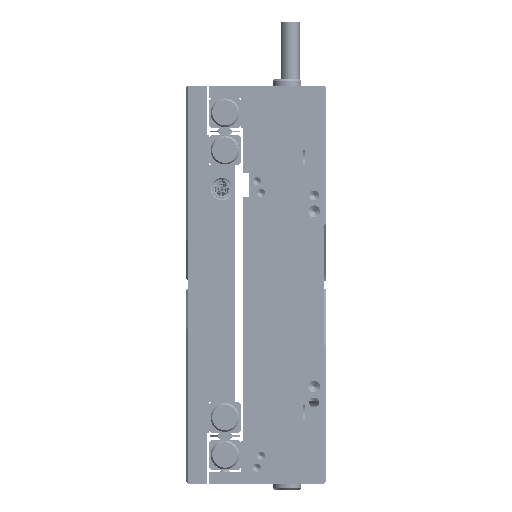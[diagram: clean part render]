
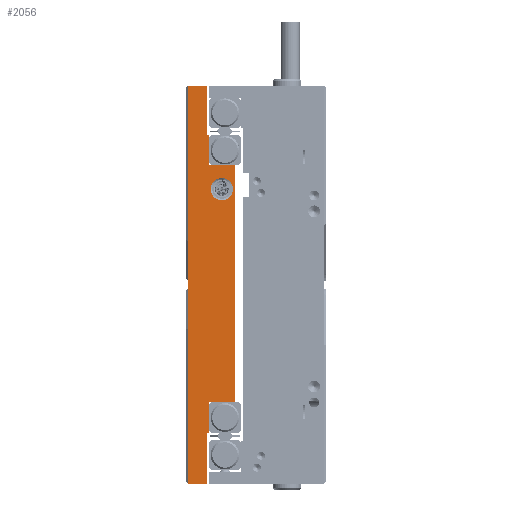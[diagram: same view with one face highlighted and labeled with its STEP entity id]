
A CAD part, left-side view. The second image highlights one B-rep face of the part: STEP entity #2056.
In plain terms, the highlighted face is planar.
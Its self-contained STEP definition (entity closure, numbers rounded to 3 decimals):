
#149 = ORIENTED_EDGE ( 'NONE', *, *, #3586, .T. ) ;
#267 = EDGE_CURVE ( 'NONE', #39532, #24083, #30164, .T. ) ;
#475 = ORIENTED_EDGE ( 'NONE', *, *, #37495, .T. ) ;
#772 = DIRECTION ( 'NONE',  ( 0., -1., 0. ) ) ;
#1005 = VERTEX_POINT ( 'NONE', #23629 ) ;
#1173 = CARTESIAN_POINT ( 'NONE',  ( 35.6, -4.45, 50. ) ) ;
#1341 = AXIS2_PLACEMENT_3D ( 'NONE', #39470, #10850, #23581 ) ;
#1543 = CARTESIAN_POINT ( 'NONE',  ( 40., -2.85, 50. ) ) ;
#1557 = VERTEX_POINT ( 'NONE', #6873 ) ;
#2017 = DIRECTION ( 'NONE',  ( -1., 0., 0. ) ) ;
#2056 = ADVANCED_FACE ( 'NONE', ( #6411, #19115 ), #31889, .F. ) ;
#2151 = VERTEX_POINT ( 'NONE', #35649 ) ;
#2893 = CARTESIAN_POINT ( 'NONE',  ( 40., -6.15, 50. ) ) ;
#3279 = VECTOR ( 'NONE', #39384, 1000. ) ;
#3284 = CARTESIAN_POINT ( 'NONE',  ( 0., 0., 50. ) ) ;
#3568 = CARTESIAN_POINT ( 'NONE',  ( 6.4, -2.55, 50. ) ) ;
#3586 = EDGE_CURVE ( 'NONE', #24083, #33718, #35501, .T. ) ;
#3596 = CARTESIAN_POINT ( 'NONE',  ( 0., -0.2, 50. ) ) ;
#3769 = ORIENTED_EDGE ( 'NONE', *, *, #267, .T. ) ;
#4147 = ORIENTED_EDGE ( 'NONE', *, *, #10556, .T. ) ;
#4150 = VERTEX_POINT ( 'NONE', #23202 ) ;
#4189 = LINE ( 'NONE', #16881, #39828 ) ;
#4216 = CIRCLE ( 'NONE', #9532, 1.4 ) ;
#4362 = EDGE_CURVE ( 'NONE', #4150, #11721, #33650, .T. ) ;
#5050 = CARTESIAN_POINT ( 'NONE',  ( 30.5, -0.2, 50. ) ) ;
#5146 = CARTESIAN_POINT ( 'NONE',  ( 0., -2.55, 50. ) ) ;
#5949 = VECTOR ( 'NONE', #16300, 1000. ) ;
#6007 = VERTEX_POINT ( 'NONE', #11971 ) ;
#6411 = FACE_BOUND ( 'NONE', #38702, .T. ) ;
#6456 = EDGE_CURVE ( 'NONE', #24521, #39532, #14032, .T. ) ;
#6504 = ORIENTED_EDGE ( 'NONE', *, *, #36049, .T. ) ;
#6873 = CARTESIAN_POINT ( 'NONE',  ( 0., -0.2, 50. ) ) ;
#6885 = CARTESIAN_POINT ( 'NONE',  ( 43.8, -2.85, 50. ) ) ;
#7488 = VECTOR ( 'NONE', #14271, 1000. ) ;
#7602 = VERTEX_POINT ( 'NONE', #17791 ) ;
#9349 = VECTOR ( 'NONE', #23102, 1000. ) ;
#9532 = AXIS2_PLACEMENT_3D ( 'NONE', #27156, #39890, #11275 ) ;
#9577 = VERTEX_POINT ( 'NONE', #5146 ) ;
#9587 = EDGE_CURVE ( 'NONE', #1005, #11721, #17842, .T. ) ;
#9766 = DIRECTION ( 'NONE',  ( 0., -1., 0. ) ) ;
#10307 = ORIENTED_EDGE ( 'NONE', *, *, #6456, .T. ) ;
#10351 = ORIENTED_EDGE ( 'NONE', *, *, #32812, .T. ) ;
#10384 = CARTESIAN_POINT ( 'NONE',  ( 43.8, -2.55, 50. ) ) ;
#10556 = EDGE_CURVE ( 'NONE', #1557, #9577, #25638, .T. ) ;
#10850 = DIRECTION ( 'NONE',  ( 0., 0., 1. ) ) ;
#11275 = DIRECTION ( 'NONE',  ( 1., 0., 0. ) ) ;
#11721 = VERTEX_POINT ( 'NONE', #15047 ) ;
#11971 = CARTESIAN_POINT ( 'NONE',  ( 10.2, -2.85, 50. ) ) ;
#12052 = EDGE_LOOP ( 'NONE', ( #10351, #32228, #39011, #6504, #4147, #28141, #32492, #26798, #34741, #10307, #3769, #149, #475, #39380 ) ) ;
#12802 = ORIENTED_EDGE ( 'NONE', *, *, #36974, .F. ) ;
#13602 = EDGE_CURVE ( 'NONE', #40293, #2151, #4189, .T. ) ;
#13874 = LINE ( 'NONE', #26643, #3279 ) ;
#14032 = LINE ( 'NONE', #26791, #24068 ) ;
#14107 = LINE ( 'NONE', #26859, #29862 ) ;
#14271 = DIRECTION ( 'NONE',  ( 0., 1., 0. ) ) ;
#14718 = EDGE_CURVE ( 'NONE', #9577, #40457, #13874, .T. ) ;
#15047 = CARTESIAN_POINT ( 'NONE',  ( 30.5, -0.2, 50. ) ) ;
#15672 = CARTESIAN_POINT ( 'NONE',  ( 43.8, -2.55, 50. ) ) ;
#15734 = LINE ( 'NONE', #28505, #18542 ) ;
#16000 = DIRECTION ( 'NONE',  ( 0., 0., -1. ) ) ;
#16300 = DIRECTION ( 'NONE',  ( -1., 0., 0. ) ) ;
#16608 = LINE ( 'NONE', #29397, #27368 ) ;
#16881 = CARTESIAN_POINT ( 'NONE',  ( 50., -2.55, 50. ) ) ;
#17328 = VECTOR ( 'NONE', #2017, 1000. ) ;
#17747 = DIRECTION ( 'NONE',  ( 1., 0., 0. ) ) ;
#17791 = CARTESIAN_POINT ( 'NONE',  ( 6.4, -2.85, 50. ) ) ;
#17842 = LINE ( 'NONE', #30628, #17328 ) ;
#18542 = VECTOR ( 'NONE', #41231, 1000. ) ;
#18760 = VERTEX_POINT ( 'NONE', #37060 ) ;
#19115 = FACE_OUTER_BOUND ( 'NONE', #12052, .T. ) ;
#19288 = CIRCLE ( 'NONE', #1341, 1.4 ) ;
#19585 = DIRECTION ( 'NONE',  ( 1., 0., 0. ) ) ;
#22149 = CARTESIAN_POINT ( 'NONE',  ( 10.2, -2.85, 50. ) ) ;
#23102 = DIRECTION ( 'NONE',  ( 0., 1., 0. ) ) ;
#23202 = CARTESIAN_POINT ( 'NONE',  ( 19.5, -0.2, 50. ) ) ;
#23581 = DIRECTION ( 'NONE',  ( 1., 0., 0. ) ) ;
#23629 = CARTESIAN_POINT ( 'NONE',  ( 50., -0.2, 50. ) ) ;
#24068 = VECTOR ( 'NONE', #39524, 1000. ) ;
#24083 = VERTEX_POINT ( 'NONE', #37830 ) ;
#24521 = VERTEX_POINT ( 'NONE', #33425 ) ;
#24527 = EDGE_CURVE ( 'NONE', #18760, #32389, #4216, .T. ) ;
#25225 = ORIENTED_EDGE ( 'NONE', *, *, #24527, .F. ) ;
#25638 = LINE ( 'NONE', #38374, #38597 ) ;
#26643 = CARTESIAN_POINT ( 'NONE',  ( 6.4, -2.55, 50. ) ) ;
#26791 = CARTESIAN_POINT ( 'NONE',  ( 40., -6.15, 50. ) ) ;
#26798 = ORIENTED_EDGE ( 'NONE', *, *, #28944, .T. ) ;
#26859 = CARTESIAN_POINT ( 'NONE',  ( 6.4, -2.85, 50. ) ) ;
#27156 = CARTESIAN_POINT ( 'NONE',  ( 37., -4.45, 50. ) ) ;
#27368 = VECTOR ( 'NONE', #772, 1000. ) ;
#28141 = ORIENTED_EDGE ( 'NONE', *, *, #14718, .T. ) ;
#28488 = VECTOR ( 'NONE', #17747, 1000. ) ;
#28505 = CARTESIAN_POINT ( 'NONE',  ( 50., 0., 50. ) ) ;
#28774 = DIRECTION ( 'NONE',  ( -1., 0., 0. ) ) ;
#28944 = EDGE_CURVE ( 'NONE', #7602, #6007, #41164, .T. ) ;
#29397 = CARTESIAN_POINT ( 'NONE',  ( 10.2, -6.15, 50. ) ) ;
#29667 = DIRECTION ( 'NONE',  ( 1., 0., 0. ) ) ;
#29862 = VECTOR ( 'NONE', #39597, 1000. ) ;
#30164 = LINE ( 'NONE', #1543, #7488 ) ;
#30628 = CARTESIAN_POINT ( 'NONE',  ( 0., -0.2, 50. ) ) ;
#30761 = EDGE_CURVE ( 'NONE', #40457, #7602, #14107, .T. ) ;
#30891 = AXIS2_PLACEMENT_3D ( 'NONE', #3284, #16000, #28774 ) ;
#31889 = PLANE ( 'NONE',  #30891 ) ;
#32207 = LINE ( 'NONE', #3596, #5949 ) ;
#32228 = ORIENTED_EDGE ( 'NONE', *, *, #9587, .T. ) ;
#32389 = VERTEX_POINT ( 'NONE', #1173 ) ;
#32492 = ORIENTED_EDGE ( 'NONE', *, *, #30761, .T. ) ;
#32812 = EDGE_CURVE ( 'NONE', #2151, #1005, #15734, .T. ) ;
#33425 = CARTESIAN_POINT ( 'NONE',  ( 10.2, -6.15, 50. ) ) ;
#33650 = LINE ( 'NONE', #5050, #28488 ) ;
#33718 = VERTEX_POINT ( 'NONE', #35894 ) ;
#33735 = VECTOR ( 'NONE', #19585, 1000. ) ;
#34741 = ORIENTED_EDGE ( 'NONE', *, *, #37449, .T. ) ;
#34900 = DIRECTION ( 'NONE',  ( 1., 0., 0. ) ) ;
#35501 = LINE ( 'NONE', #6885, #33735 ) ;
#35649 = CARTESIAN_POINT ( 'NONE',  ( 50., -2.55, 50. ) ) ;
#35894 = CARTESIAN_POINT ( 'NONE',  ( 43.8, -2.85, 50. ) ) ;
#36049 = EDGE_CURVE ( 'NONE', #4150, #1557, #32207, .T. ) ;
#36454 = VECTOR ( 'NONE', #34900, 1000. ) ;
#36974 = EDGE_CURVE ( 'NONE', #32389, #18760, #19288, .T. ) ;
#37060 = CARTESIAN_POINT ( 'NONE',  ( 38.4, -4.45, 50. ) ) ;
#37449 = EDGE_CURVE ( 'NONE', #6007, #24521, #16608, .T. ) ;
#37495 = EDGE_CURVE ( 'NONE', #33718, #40293, #38987, .T. ) ;
#37830 = CARTESIAN_POINT ( 'NONE',  ( 40., -2.85, 50. ) ) ;
#38374 = CARTESIAN_POINT ( 'NONE',  ( 0., -2.55, 50. ) ) ;
#38597 = VECTOR ( 'NONE', #9766, 1000. ) ;
#38702 = EDGE_LOOP ( 'NONE', ( #25225, #12802 ) ) ;
#38987 = LINE ( 'NONE', #10384, #9349 ) ;
#39011 = ORIENTED_EDGE ( 'NONE', *, *, #4362, .F. ) ;
#39380 = ORIENTED_EDGE ( 'NONE', *, *, #13602, .T. ) ;
#39384 = DIRECTION ( 'NONE',  ( 1., 0., 0. ) ) ;
#39470 = CARTESIAN_POINT ( 'NONE',  ( 37., -4.45, 50. ) ) ;
#39524 = DIRECTION ( 'NONE',  ( 1., 0., 0. ) ) ;
#39532 = VERTEX_POINT ( 'NONE', #2893 ) ;
#39597 = DIRECTION ( 'NONE',  ( 0., -1., 0. ) ) ;
#39828 = VECTOR ( 'NONE', #29667, 1000. ) ;
#39890 = DIRECTION ( 'NONE',  ( 0., 0., 1. ) ) ;
#40293 = VERTEX_POINT ( 'NONE', #15672 ) ;
#40457 = VERTEX_POINT ( 'NONE', #3568 ) ;
#41164 = LINE ( 'NONE', #22149, #36454 ) ;
#41231 = DIRECTION ( 'NONE',  ( 0., 1., 0. ) ) ;
